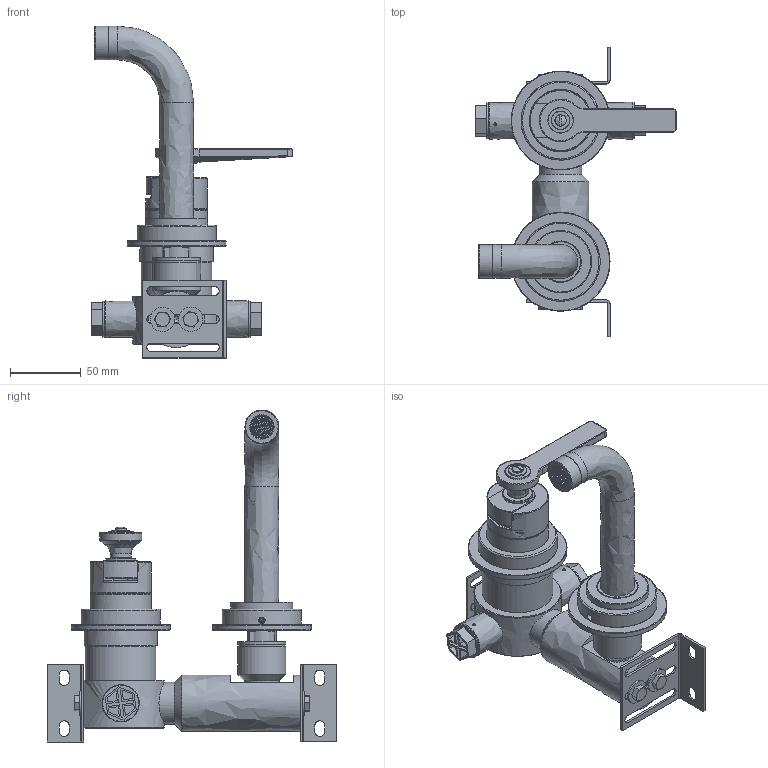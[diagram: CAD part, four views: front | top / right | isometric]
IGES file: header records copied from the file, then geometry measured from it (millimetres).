
Global section: file name: V7KA20S-1LF-NP; native system: Autodesk Inventor 2020; preprocessor: unknown; author: camerond; date: 20230106.132207; units: millimetre
Bounding box: 142.02 x 205 x 235.15 mm (x, y, z)
Volume: 439711.3 mm3; surface area: 227752.2 mm2
Topology: 52 solids, 53 shells, 2891 faces, 7584 edges, 4977 vertices
Faces by surface type: bspline 2891
